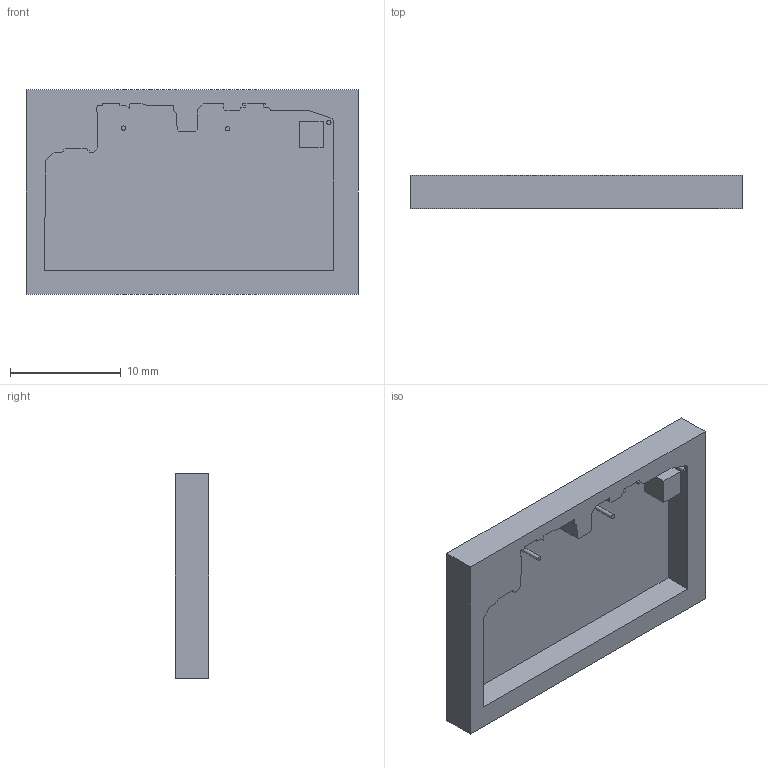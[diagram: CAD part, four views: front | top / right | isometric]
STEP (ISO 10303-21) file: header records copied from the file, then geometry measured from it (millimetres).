
FILE_DESCRIPTION(/* description */ (''),/* implementation_level */ '2;1');
FILE_NAME(/* name */ 'atom.stp',/* time_stamp */ '2021-10-12T21:23:12+01:00',/* author */ (''),/* organization */ (''),/* preprocessor_version */ 'ST-DEVELOPER v18.1',/* originating_system */ 'Autodesk Translation Framework v10.10.0.1391',/* authorisation */ '');
FILE_SCHEMA (('AUTOMOTIVE_DESIGN { 1 0 10303 214 3 1 1 }'));
Length unit declared in the file: millimetre
Products named in the file (1): atom
Bounding box: 30 x 3 x 18.5 mm (x, y, z)
Volume: 774.3 mm3; surface area: 1678.6 mm2
Topology: 1 solids, 1 shells, 81 faces, 231 edges, 154 vertices
Faces by surface type: plane 78, cylinder 3
Full cylindrical faces by diameter (mm): 0.387 x3
Entity records: 2636 total; most frequent: CARTESIAN_POINT 467, ORIENTED_EDGE 462, DIRECTION 401, EDGE_CURVE 231, LINE 225, VECTOR 225, VERTEX_POINT 154, EDGE_LOOP 89
